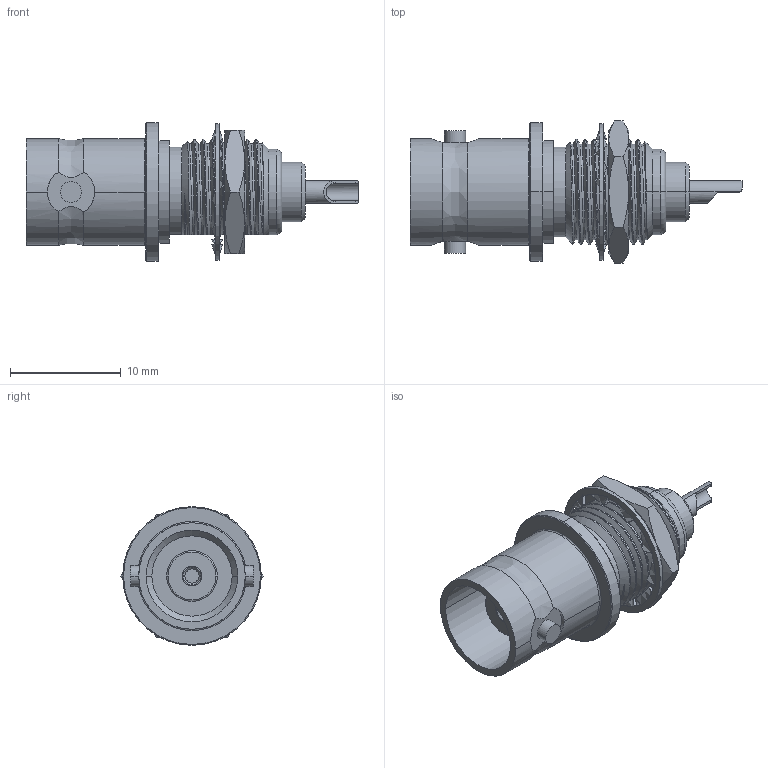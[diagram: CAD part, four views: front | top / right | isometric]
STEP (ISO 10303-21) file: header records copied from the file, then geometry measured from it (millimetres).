
FILE_DESCRIPTION (( 'STEP AP203' ), '1' );
FILE_NAME ('PE4015.step', '2018-08-10T16:13:17', ( '' ), ( '' ), 'SwSTEP 2.0', 'SolidWorks 2017', '' );
FILE_SCHEMA (( 'CONFIG_CONTROL_DESIGN' ));
Length unit declared in the file: inch
Products named in the file (1): PE4015
Bounding box: 29.94 x 12.82 x 12.5 mm (x, y, z)
Volume: 1294.4 mm3; surface area: 1790.7 mm2
Topology: 3 solids, 3 shells, 236 faces, 662 edges, 442 vertices
Faces by surface type: cylinder 76, bspline 74, plane 46, cone 34, torus 6
Entity records: 21929 total; most frequent: CARTESIAN_POINT 16506, ORIENTED_EDGE 1324, DIRECTION 850, EDGE_CURVE 662, VERTEX_POINT 442, AXIS2_PLACEMENT_3D 333, EDGE_LOOP 250, B_SPLINE_CURVE_WITH_KNOTS 249
